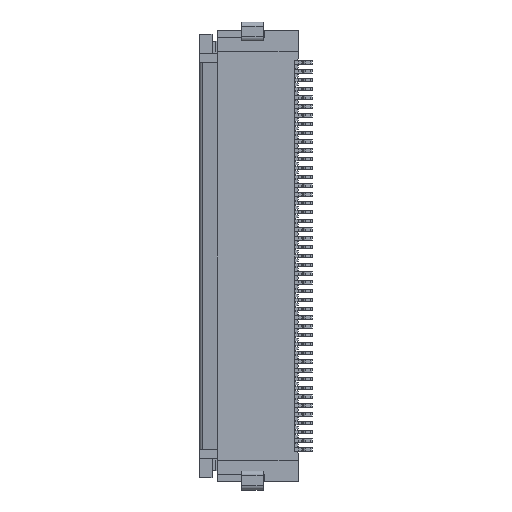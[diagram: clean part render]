
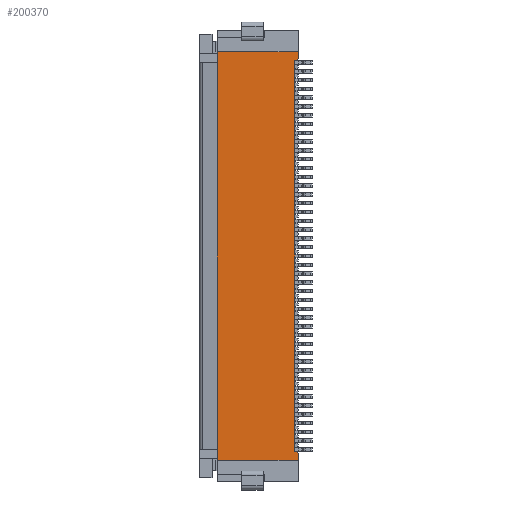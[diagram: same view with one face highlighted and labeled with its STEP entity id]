
A CAD part, left-side view. The second image highlights one B-rep face of the part: STEP entity #200370.
In plain terms, the highlighted planar face has unit normal (-1, 0, 0).
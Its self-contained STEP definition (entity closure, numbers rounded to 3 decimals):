
#76560=CARTESIAN_POINT('',(-2.015,-3.391,18.055));
#76570=VERTEX_POINT('',#76560);
#76600=CARTESIAN_POINT('',(-2.015,0.,
16.317));
#76610=DIRECTION('',(0.,-0.89,
0.456));
#76620=VECTOR('',#76610,1.);
#76630=LINE('',#76600,#76620);
#76640=CARTESIAN_POINT('',(-2.015,-3.591,18.158))
;
#76650=VERTEX_POINT('',#76640);
#76660=EDGE_CURVE('',#76570,#76650,#76630,.T.);
#81700=CARTESIAN_POINT('',(-2.015,-3.591,18.558))
;
#81710=VERTEX_POINT('',#81700);
#81740=CARTESIAN_POINT('',(-2.015,1.009,18.558));
#81750=DIRECTION('',(0.,-1.,0.));
#81760=VECTOR('',#81750,1.);
#81770=LINE('',#81740,#81760);
#81780=CARTESIAN_POINT('',(-2.015,1.009,18.558));
#81790=VERTEX_POINT('',#81780);
#81800=EDGE_CURVE('',#81790,#81710,#81770,.T.);
#82050=CARTESIAN_POINT('',(-2.015,-3.591,19.605));
#82060=DIRECTION('',(0.,0.,-1.));
#82070=VECTOR('',#82060,1.);
#82080=LINE('',#82050,#82070);
#82090=EDGE_CURVE('',#81710,#76650,#82080,.T.);
#88190=CARTESIAN_POINT('',(-2.015,-3.391,22.055));
#88200=DIRECTION('',(0.,0.,-1.));
#88210=VECTOR('',#88200,1.);
#88220=LINE('',#88190,#88210);
#88230=CARTESIAN_POINT('',(-2.015,-3.391,-4.14));
#88240=VERTEX_POINT('',#88230);
#88250=EDGE_CURVE('',#76570,#88240,#88220,.T.);
#196030=CARTESIAN_POINT('',(-2.015,1.009,16.325));
#196040=DIRECTION('',(0.,0.,1.));
#196050=VECTOR('',#196040,1.);
#196060=LINE('',#196030,#196050);
#196070=CARTESIAN_POINT('',(-2.015,1.009,-4.643));
#196080=VERTEX_POINT('',#196070);
#196090=EDGE_CURVE('',#196080,#81790,#196060,.T.);
#200030=CARTESIAN_POINT('',(-2.015,-3.341,22.055));
#200040=DIRECTION('',(-1.,0.,0.));
#200050=DIRECTION('',(0.,-1.,0.));
#200060=AXIS2_PLACEMENT_3D('',#200030,#200040,#200050);
#200070=PLANE('',#200060);
#200080=ORIENTED_EDGE('',*,*,#196090,.F.);
#200090=ORIENTED_EDGE('',*,*,#81800,.F.);
#200100=ORIENTED_EDGE('',*,*,#82090,.F.);
#200110=ORIENTED_EDGE('',*,*,#76660,.T.);
#200120=ORIENTED_EDGE('',*,*,#88250,.F.);
#200130=CARTESIAN_POINT('',(-2.015,0.,
-2.402));
#200140=DIRECTION('',(0.,-0.89,-0.456));
#200150=VECTOR('',#200140,1.);
#200160=LINE('',#200130,#200150);
#200170=CARTESIAN_POINT('',(-2.015,-3.591,-4.243))
;
#200180=VERTEX_POINT('',#200170);
#200190=EDGE_CURVE('',#88240,#200180,#200160,.T.);
#200200=ORIENTED_EDGE('',*,*,#200190,.F.);
#200210=CARTESIAN_POINT('',(-2.015,-3.591,-5.69));
#200220=DIRECTION('',(0.,0.,1.));
#200230=VECTOR('',#200220,1.);
#200240=LINE('',#200210,#200230);
#200250=CARTESIAN_POINT('',(-2.015,-3.591,-4.643))
;
#200260=VERTEX_POINT('',#200250);
#200270=EDGE_CURVE('',#200260,#200180,#200240,.T.);
#200280=ORIENTED_EDGE('',*,*,#200270,.T.);
#200290=CARTESIAN_POINT('',(-2.015,1.009,-4.643));
#200300=DIRECTION('',(0.,-1.,0.));
#200310=VECTOR('',#200300,1.);
#200320=LINE('',#200290,#200310);
#200330=EDGE_CURVE('',#196080,#200260,#200320,.T.);
#200340=ORIENTED_EDGE('',*,*,#200330,.T.);
#200350=EDGE_LOOP('',(#200340,#200280,#200200,#200120,#200110,#200100,
#200090,#200080));
#200360=FACE_OUTER_BOUND('',#200350,.T.);
#200370=ADVANCED_FACE('',(#200360),#200070,.T.);
